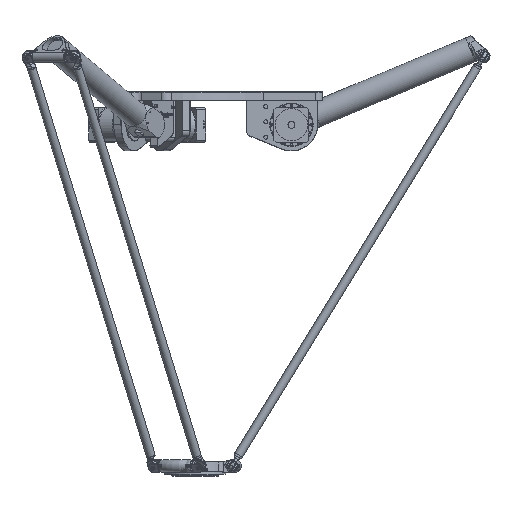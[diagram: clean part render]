
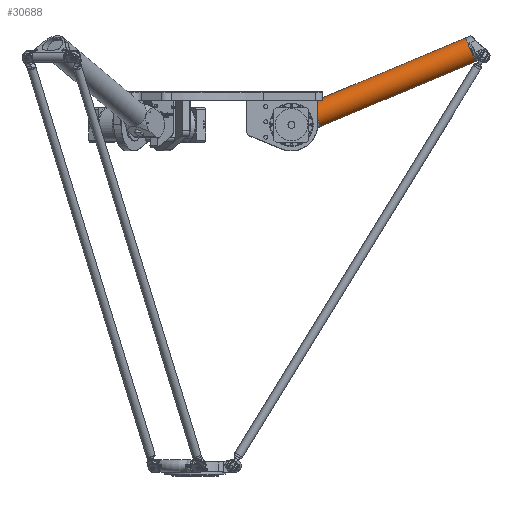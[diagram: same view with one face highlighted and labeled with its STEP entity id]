
A CAD part, front view. The second image highlights one B-rep face of the part: STEP entity #30688.
In plain terms, the highlighted cylindrical face has radius 44 mm (diameter 88 mm), a full revolution.
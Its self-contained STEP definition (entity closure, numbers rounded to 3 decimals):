
#1175=CYLINDRICAL_SURFACE('',#34001,44.);
#1960=FACE_BOUND('',#7874,.T.);
#3296=CIRCLE('',#34002,44.);
#3297=CIRCLE('',#34003,44.);
#5211=FACE_OUTER_BOUND('',#7873,.T.);
#7873=EDGE_LOOP('',(#26007));
#7874=EDGE_LOOP('',(#26008));
#15130=VERTEX_POINT('',#63150);
#15131=VERTEX_POINT('',#63152);
#18831=EDGE_CURVE('',#15130,#15130,#3296,.T.);
#18832=EDGE_CURVE('',#15131,#15131,#3297,.T.);
#26007=ORIENTED_EDGE('',*,*,#18831,.T.);
#26008=ORIENTED_EDGE('',*,*,#18832,.T.);
#30688=ADVANCED_FACE('',(#5211,#1960),#1175,.T.);
#34001=AXIS2_PLACEMENT_3D('',#63149,#41909,#41910);
#34002=AXIS2_PLACEMENT_3D('',#63151,#41911,#41912);
#34003=AXIS2_PLACEMENT_3D('',#63153,#41913,#41914);
#41909=DIRECTION('center_axis',(-1.,0.,0.));
#41910=DIRECTION('ref_axis',(0.,0.,1.));
#41911=DIRECTION('center_axis',(1.,0.,0.));
#41912=DIRECTION('ref_axis',(0.,0.,-1.));
#41913=DIRECTION('center_axis',(-1.,0.,0.));
#41914=DIRECTION('ref_axis',(0.,0.,1.));
#63149=CARTESIAN_POINT('Origin',(92.,0.,0.));
#63150=CARTESIAN_POINT('',(-485.6,0.,44.));
#63151=CARTESIAN_POINT('Origin',(-485.6,0.,0.));
#63152=CARTESIAN_POINT('',(90.,-9.327,43.));
#63153=CARTESIAN_POINT('Origin',(90.,0.,0.));
